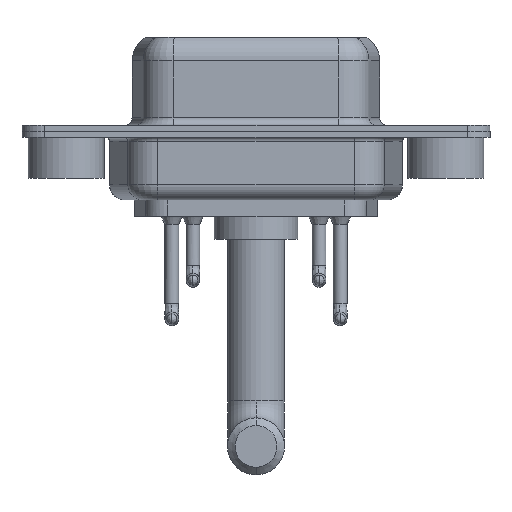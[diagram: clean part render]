
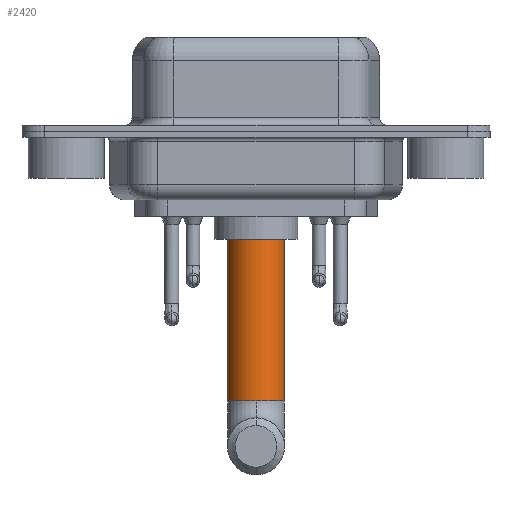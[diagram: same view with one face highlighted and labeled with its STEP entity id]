
A CAD part, front view. The second image highlights one B-rep face of the part: STEP entity #2420.
In plain terms, the highlighted cylindrical face has radius 1.875 mm (diameter 3.75 mm), a partial arc.
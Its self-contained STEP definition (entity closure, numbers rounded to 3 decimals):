
#109 = CARTESIAN_POINT ( 'NONE',  ( 0., 0., -10.63 ) ) ;
#163 = AXIS2_PLACEMENT_3D ( 'NONE', #7451, #13584, #1185 ) ;
#220 = CARTESIAN_POINT ( 'NONE',  ( 0., 0., -10.63 ) ) ;
#636 = VECTOR ( 'NONE', #6182, 1000. ) ;
#694 = VERTEX_POINT ( 'NONE', #8119 ) ;
#777 = ORIENTED_EDGE ( 'NONE', *, *, #10032, .F. ) ;
#857 = ORIENTED_EDGE ( 'NONE', *, *, #15446, .F. ) ;
#1185 = DIRECTION ( 'NONE',  ( -1., 0., 0. ) ) ;
#1822 = AXIS2_PLACEMENT_3D ( 'NONE', #4110, #3025, #15514 ) ;
#1995 = EDGE_CURVE ( 'NONE', #8735, #694, #13986, .T. ) ;
#2309 = CIRCLE ( 'NONE', #13408, 1.875 ) ;
#2420 = ADVANCED_FACE ( 'NONE', ( #5349 ), #13887, .T. ) ;
#2424 = DIRECTION ( 'NONE',  ( 0., 0., -1. ) ) ;
#3025 = DIRECTION ( 'NONE',  ( 0., 0., -1. ) ) ;
#4110 = CARTESIAN_POINT ( 'NONE',  ( 0., 0., 0. ) ) ;
#4631 = EDGE_CURVE ( 'NONE', #9838, #16156, #5036, .T. ) ;
#4809 = ORIENTED_EDGE ( 'NONE', *, *, #1995, .F. ) ;
#5036 = LINE ( 'NONE', #12377, #636 ) ;
#5349 = FACE_OUTER_BOUND ( 'NONE', #13070, .T. ) ;
#5744 = ORIENTED_EDGE ( 'NONE', *, *, #7036, .T. ) ;
#6182 = DIRECTION ( 'NONE',  ( 0., 0., -1. ) ) ;
#6348 = DIRECTION ( 'NONE',  ( -1., 0., 0. ) ) ;
#6816 = CARTESIAN_POINT ( 'NONE',  ( -1.875, 0., -10.63 ) ) ;
#7036 = EDGE_CURVE ( 'NONE', #8735, #9838, #9427, .T. ) ;
#7451 = CARTESIAN_POINT ( 'NONE',  ( 0., 0., 0. ) ) ;
#7620 = CARTESIAN_POINT ( 'NONE',  ( 0., -1.875, -10.63 ) ) ;
#8119 = CARTESIAN_POINT ( 'NONE',  ( 1.875, 0., -10.63 ) ) ;
#8735 = VERTEX_POINT ( 'NONE', #9019 ) ;
#8863 = DIRECTION ( 'NONE',  ( -1., 0., 0. ) ) ;
#8897 = DIRECTION ( 'NONE',  ( 0., 0., -1. ) ) ;
#9019 = CARTESIAN_POINT ( 'NONE',  ( 1.875, 0., 0. ) ) ;
#9427 = CIRCLE ( 'NONE', #163, 1.875 ) ;
#9838 = VERTEX_POINT ( 'NONE', #16082 ) ;
#9962 = VERTEX_POINT ( 'NONE', #7620 ) ;
#10032 = EDGE_CURVE ( 'NONE', #9962, #16156, #2309, .T. ) ;
#10116 = CARTESIAN_POINT ( 'NONE',  ( 1.875, 0., 0. ) ) ;
#12377 = CARTESIAN_POINT ( 'NONE',  ( -1.875, 0., 0. ) ) ;
#12451 = CIRCLE ( 'NONE', #14569, 1.875 ) ;
#13070 = EDGE_LOOP ( 'NONE', ( #4809, #5744, #15224, #777, #857 ) ) ;
#13408 = AXIS2_PLACEMENT_3D ( 'NONE', #109, #2424, #8863 ) ;
#13584 = DIRECTION ( 'NONE',  ( 0., 0., -1. ) ) ;
#13887 = CYLINDRICAL_SURFACE ( 'NONE', #1822, 1.875 ) ;
#13986 = LINE ( 'NONE', #10116, #16059 ) ;
#14569 = AXIS2_PLACEMENT_3D ( 'NONE', #220, #8897, #6348 ) ;
#15152 = DIRECTION ( 'NONE',  ( 0., 0., -1. ) ) ;
#15224 = ORIENTED_EDGE ( 'NONE', *, *, #4631, .T. ) ;
#15446 = EDGE_CURVE ( 'NONE', #694, #9962, #12451, .T. ) ;
#15514 = DIRECTION ( 'NONE',  ( -1., 0., 0. ) ) ;
#16059 = VECTOR ( 'NONE', #15152, 1000. ) ;
#16082 = CARTESIAN_POINT ( 'NONE',  ( -1.875, 0., 0. ) ) ;
#16156 = VERTEX_POINT ( 'NONE', #6816 ) ;
